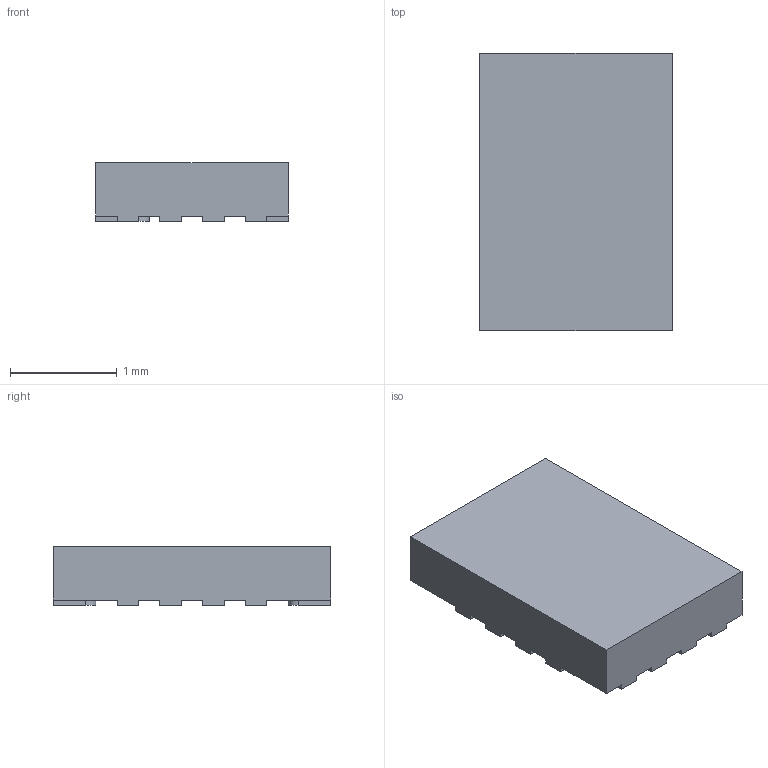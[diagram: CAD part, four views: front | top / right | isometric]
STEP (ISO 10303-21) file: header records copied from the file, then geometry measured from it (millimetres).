
FILE_DESCRIPTION (( 'STEP AP214' ), '1' );
FILE_NAME ('VISHAY_miniQFN-16L_2.6x1.8mm_P0.4mm.STEP', '2023-07-25T20:03:24', ( '' ), ( '' ), 'SwSTEP 2.0', 'SolidWorks 2023', '' );
FILE_SCHEMA (( 'AUTOMOTIVE_DESIGN' ));
Length unit declared in the file: millimetre
Products named in the file (1): VISHAY_miniQFN-16L_2.6x1.8mm_P0.4mm
Bounding box: 1.8 x 2.6 x 0.55 mm (x, y, z)
Volume: 2.4 mm3; surface area: 14.7 mm2
Topology: 1 solids, 1 shells, 74 faces, 216 edges, 144 vertices
Faces by surface type: plane 54, cylinder 20
Entity records: 2463 total; most frequent: CARTESIAN_POINT 435, ORIENTED_EDGE 432, DIRECTION 406, EDGE_CURVE 216, VECTOR 176, LINE 176, VERTEX_POINT 144, AXIS2_PLACEMENT_3D 115
